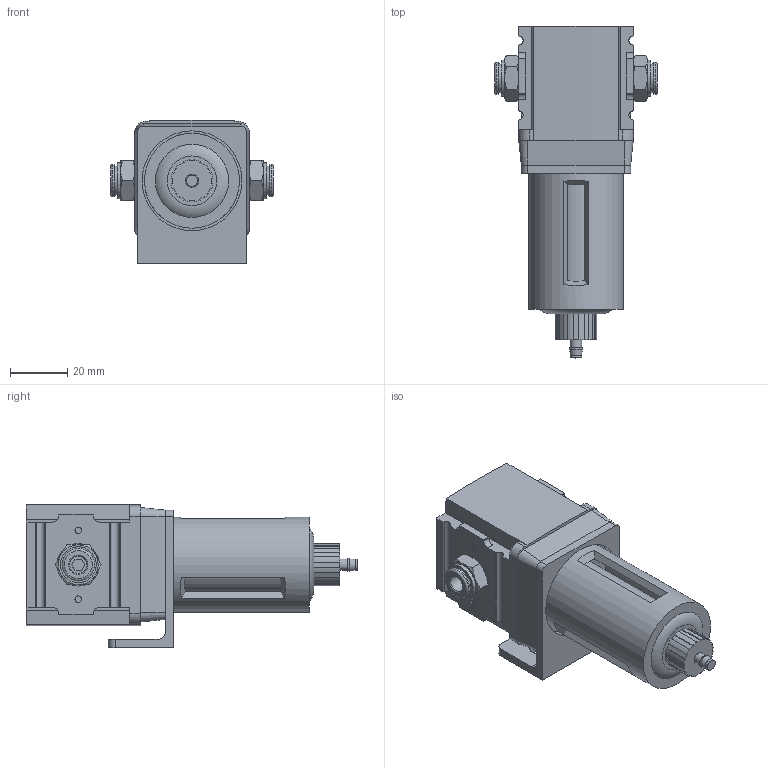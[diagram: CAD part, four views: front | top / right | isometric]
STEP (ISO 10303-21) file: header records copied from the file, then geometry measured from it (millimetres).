
FILE_DESCRIPTION(/* description */ ('STEP AP203'),/* implementation_level */ '2;1');
FILE_NAME(/* name */ 'Air Filter.step',/* time_stamp */ '2025-11-18T11:03:30-05:00',/* author */ (''),/* organization */ (''),/* preprocessor_version */ 'ST-DEVELOPER v20.1',/* originating_system */ 'Autodesk Translation Framework v14.21.0.0',/* authorisation */ '');
FILE_SCHEMA (('AUTOMOTIVE_DESIGN { 1 0 10303 214 3 1 1 }'));
Length unit declared in the file: millimetre
Products named in the file (2): 60115K12_Wilkerson Air Filter; 5225K713
Assembly tree (2 placements, depth 2):
  60115K12_Wilkerson Air Filter
    5225K713  x2
Bounding box: 57.13 x 116.33 x 50.45 mm (x, y, z)
Volume: 113049.1 mm3; surface area: 32409.5 mm2
Topology: 3 solids, 3 shells, 316 faces, 813 edges, 530 vertices
Faces by surface type: plane 170, cone 71, cylinder 60, bspline 12, torus 3
Full cylindrical faces by diameter (mm): 2.286 x4, 3 x1, 3.969 x2, 4.572 x1, 5.5 x2, 6 x2, 10.206 x2, 11.34 x2, 12.6 x2, 14.935 x2, 20.574 x1, 28.194 x1, 32.639 x1, 33.274 x1, 35 x1
Entity records: 18776 total; most frequent: CARTESIAN_POINT 12243, ORIENTED_EDGE 1386, DIRECTION 1271, EDGE_CURVE 693, VERTEX_POINT 454, LINE 425, VECTOR 425, AXIS2_PLACEMENT_3D 423
